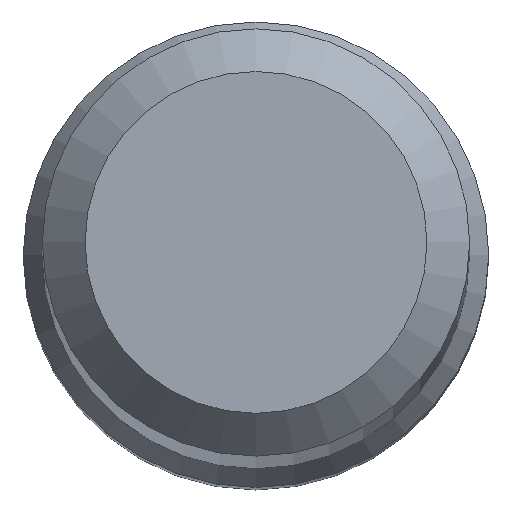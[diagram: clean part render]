
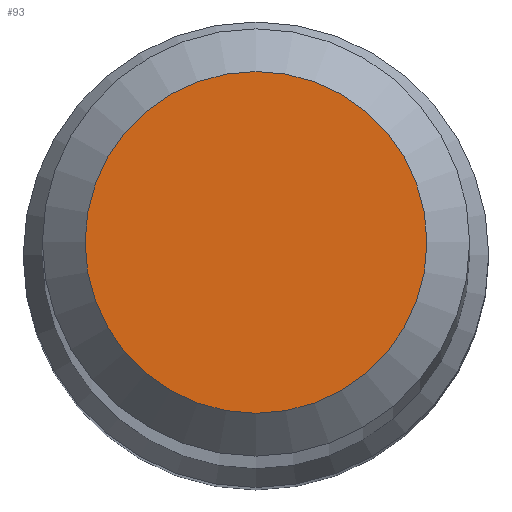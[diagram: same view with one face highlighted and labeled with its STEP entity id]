
A CAD part, top view. The second image highlights one B-rep face of the part: STEP entity #93.
In plain terms, the highlighted planar face has unit normal (0, 0, 1).
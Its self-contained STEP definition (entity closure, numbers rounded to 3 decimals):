
#8 = CIRCLE ( 'NONE', #22, 1.6 ) ;
#10 = CARTESIAN_POINT ( 'NONE',  ( 0., 1.6, 80. ) ) ;
#15 = EDGE_LOOP ( 'NONE', ( #200 ) ) ;
#22 = AXIS2_PLACEMENT_3D ( 'NONE', #139, #63, #224 ) ;
#41 = CARTESIAN_POINT ( 'NONE',  ( 0., 0., 80. ) ) ;
#63 = DIRECTION ( 'NONE',  ( 0., 0., -1. ) ) ;
#72 = AXIS2_PLACEMENT_3D ( 'NONE', #41, #169, #229 ) ;
#93 = ADVANCED_FACE ( 'NONE', ( #204 ), #155, .T. ) ;
#139 = CARTESIAN_POINT ( 'NONE',  ( 0., 0., 80. ) ) ;
#155 = PLANE ( 'NONE',  #72 ) ;
#160 = EDGE_CURVE ( 'NONE', #215, #215, #8, .T. ) ;
#169 = DIRECTION ( 'NONE',  ( 0., 0., 1. ) ) ;
#200 = ORIENTED_EDGE ( 'NONE', *, *, #160, .F. ) ;
#204 = FACE_OUTER_BOUND ( 'NONE', #15, .T. ) ;
#215 = VERTEX_POINT ( 'NONE', #10 ) ;
#224 = DIRECTION ( 'NONE',  ( 0., 1., 0. ) ) ;
#229 = DIRECTION ( 'NONE',  ( 0., -1., 0. ) ) ;
